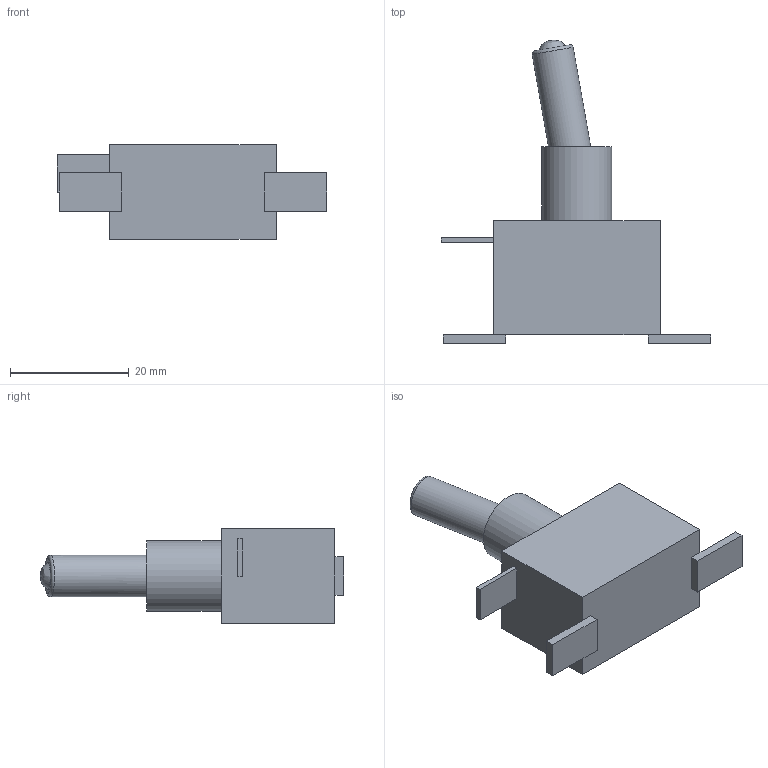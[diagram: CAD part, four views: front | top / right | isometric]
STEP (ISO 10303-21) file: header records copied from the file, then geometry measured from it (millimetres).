
FILE_DESCRIPTION(/* description */ (''),/* implementation_level */ '2;1');
FILE_NAME(/* name */ 'stop_switch.stp',/* time_stamp */ '2020-07-13T09:24:41-04:00',/* author */ ('Paul D''Angio'),/* organization */ ('DARPA'),/* preprocessor_version */ 'ST-DEVELOPER v17.2',/* originating_system */ 'Autodesk Inventor 2019',/* authorisation */ '');
FILE_SCHEMA (('AUTOMOTIVE_DESIGN { 1 0 10303 214 3 1 1 }'));
Length unit declared in the file: millimetre
Products named in the file (1): Switch
Bounding box: 45.3 x 51.09 x 15.9 mm (x, y, z)
Volume: 10800.4 mm3; surface area: 3851.4 mm2
Topology: 1 solids, 1 shells, 30 faces, 71 edges, 47 vertices
Faces by surface type: plane 26, cylinder 2, torus 1, bspline 1
Full cylindrical faces by diameter (mm): 7 x1, 11.8 x1
Entity records: 948 total; most frequent: CARTESIAN_POINT 175, DIRECTION 144, ORIENTED_EDGE 142, EDGE_CURVE 71, LINE 58, VECTOR 58, VERTEX_POINT 47, AXIS2_PLACEMENT_3D 43
